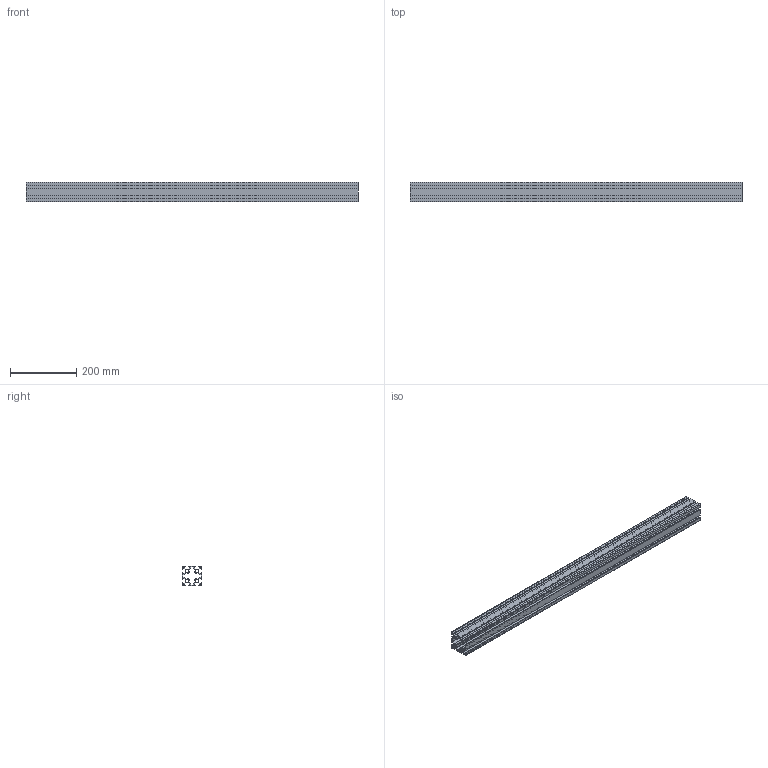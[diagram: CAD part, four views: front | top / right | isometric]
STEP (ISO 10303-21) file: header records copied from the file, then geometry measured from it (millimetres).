
FILE_DESCRIPTION(('STEP AP214'),'1');
FILE_NAME('cctmp_D8EC09DB-5B70-49A1-8126-0ED6BEC4B094_2020_1_20_9_45_35_936..stp','2020-01-20T08:45:36',('Bosch Rexroth AG'),('CADClick - www.CADClick.com'),'Spatial InterOp 3D',' ','unknown authorization - (Healing Option Enabled)');
FILE_SCHEMA(('AUTOMOTIVE_DESIGN'));
Length unit declared in the file: millimetre
Products named in the file (1): 2020_01_20__09-45-35-936
Bounding box: 1000 x 60 x 60 mm (x, y, z)
Volume: 978144.2 mm3; surface area: 870448 mm2
Topology: 1 solids, 1 shells, 238 faces, 708 edges, 472 vertices
Faces by surface type: plane 214, cylinder 24
Entity records: 9824 total; most frequent: CARTESIAN_POINT 1419, ORIENTED_EDGE 1416, DIRECTION 1234, EDGE_CURVE 708, LINE 660, VECTOR 660, VERTEX_POINT 472, AXIS2_PLACEMENT_3D 287
